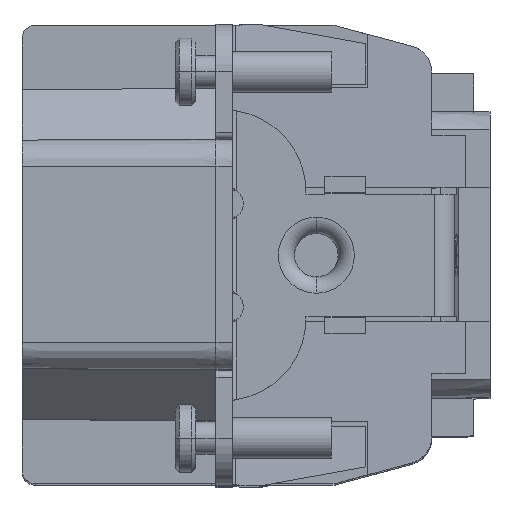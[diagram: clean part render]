
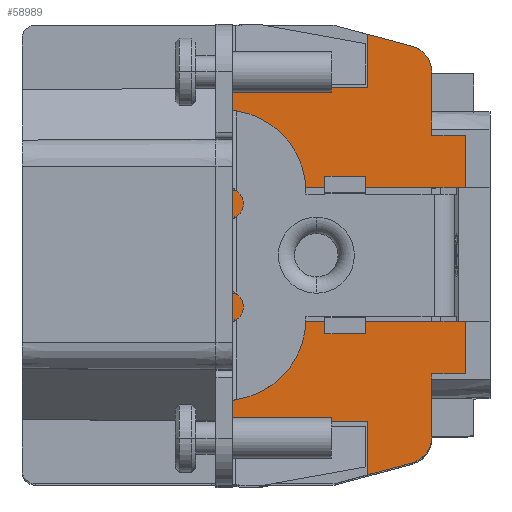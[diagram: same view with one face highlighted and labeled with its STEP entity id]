
A CAD part, top view. The second image highlights one B-rep face of the part: STEP entity #58989.
In plain terms, the highlighted planar face has unit normal (0.005, 0, 1).
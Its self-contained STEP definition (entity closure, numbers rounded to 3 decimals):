
#14406=DIRECTION('',(0.,-1.,0.));
#14407=VECTOR('',#14406,9.905);
#14408=CARTESIAN_POINT('',(17.,4.953,31.733));
#14409=LINE('',#14408,#14407);
#14410=DIRECTION('',(1.,0.,-0.005));
#14411=VECTOR('',#14410,13.2);
#14412=CARTESIAN_POINT('',(17.,-4.953,31.733));
#14413=LINE('',#14412,#14411);
#14414=DIRECTION('',(0.,1.,0.));
#14415=VECTOR('',#14414,0.038);
#14416=CARTESIAN_POINT('',(30.2,-4.953,31.664));
#14417=LINE('',#14416,#14415);
#14418=DIRECTION('',(1.,-0.009,-0.005));
#14419=VECTOR('',#14418,2.5);
#14420=CARTESIAN_POINT('',(30.2,-4.915,31.664));
#14421=LINE('',#14420,#14419);
#14422=DIRECTION('',(0.,-1.,0.));
#14423=VECTOR('',#14422,3.863);
#14424=CARTESIAN_POINT('',(32.7,-4.937,31.651));
#14425=LINE('',#14424,#14423);
#14426=DIRECTION('',(-1.,0.,0.005));
#14427=VECTOR('',#14426,2.5);
#14428=CARTESIAN_POINT('',(32.7,-8.8,31.651));
#14429=LINE('',#14428,#14427);
#14430=DIRECTION('',(0.,-1.,0.));
#14431=VECTOR('',#14430,4.636);
#14432=CARTESIAN_POINT('',(30.2,-8.8,31.664));
#14433=LINE('',#14432,#14431);
#14434=CARTESIAN_POINT('',(30.2,-13.436,31.664));
#14435=CARTESIAN_POINT('',(30.2,-13.948,31.664));
#14436=CARTESIAN_POINT('',(29.868,-14.716,
31.666));
#14437=CARTESIAN_POINT('',(29.212,-15.236,
31.669));
#14438=CARTESIAN_POINT('',(28.718,-15.368,
31.672));
#14440=DIRECTION('',(-0.966,-0.259,0.005));
#14441=VECTOR('',#14440,3.331);
#14442=CARTESIAN_POINT('',(28.718,-15.368,
31.672));
#14443=LINE('',#14442,#14441);
#14444=DIRECTION('',(1.,-0.005,-0.005));
#14445=VECTOR('',#14444,1.4);
#14446=CARTESIAN_POINT('',(12.9,4.005,31.755));
#14447=LINE('',#14446,#14445);
#14448=DIRECTION('',(0.966,-0.259,-0.005));
#14449=VECTOR('',#14448,3.331);
#14450=CARTESIAN_POINT('',(25.5,16.23,31.689));
#14451=LINE('',#14450,#14449);
#14452=CARTESIAN_POINT('',(28.718,15.368,31.672));
#14453=CARTESIAN_POINT('',(29.212,15.236,31.669));
#14454=CARTESIAN_POINT('',(29.868,14.716,31.666));
#14455=CARTESIAN_POINT('',(30.2,13.948,31.664));
#14456=CARTESIAN_POINT('',(30.2,13.436,31.664));
#14458=DIRECTION('',(0.,-1.,0.));
#14459=VECTOR('',#14458,4.636);
#14460=CARTESIAN_POINT('',(30.2,13.436,31.664));
#14461=LINE('',#14460,#14459);
#14462=DIRECTION('',(0.,-1.,0.));
#14463=VECTOR('',#14462,3.863);
#14464=CARTESIAN_POINT('',(32.7,8.8,31.651));
#14465=LINE('',#14464,#14463);
#14466=DIRECTION('',(-1.,-0.009,0.005));
#14467=VECTOR('',#14466,2.5);
#14468=CARTESIAN_POINT('',(32.7,4.937,31.651));
#14469=LINE('',#14468,#14467);
#14470=DIRECTION('',(0.,1.,0.));
#14471=VECTOR('',#14470,0.038);
#14472=CARTESIAN_POINT('',(30.2,4.915,31.664));
#14473=LINE('',#14472,#14471);
#14474=DIRECTION('',(1.,0.,-0.005));
#14475=VECTOR('',#14474,13.2);
#14476=CARTESIAN_POINT('',(17.,4.953,31.733));
#14477=LINE('',#14476,#14475);
#15030=DIRECTION('',(1.,0.005,-0.005));
#15031=VECTOR('',#15030,1.4);
#15032=CARTESIAN_POINT('',(12.9,-4.005,31.755));
#15033=LINE('',#15032,#15031);
#15463=DIRECTION('',(0.,-1.,0.));
#15464=VECTOR('',#15463,8.244);
#15465=CARTESIAN_POINT('',(14.3,-3.997,31.747));
#15466=LINE('',#15465,#15464);
#18129=DIRECTION('',(0.,-1.,0.));
#18130=VECTOR('',#18129,8.009);
#18131=CARTESIAN_POINT('',(12.9,4.005,31.755));
#18132=LINE('',#18131,#18130);
#18596=DIRECTION('',(0.,-1.,0.));
#18597=VECTOR('',#18596,3.93);
#18598=CARTESIAN_POINT('',(25.5,16.23,31.689));
#18599=LINE('',#18598,#18597);
#18604=DIRECTION('',(-1.,-0.005,0.005));
#18605=VECTOR('',#18604,11.2);
#18606=CARTESIAN_POINT('',(25.5,12.3,31.689));
#18607=LINE('',#18606,#18605);
#18628=DIRECTION('',(0.,-1.,0.));
#18629=VECTOR('',#18628,8.244);
#18630=CARTESIAN_POINT('',(14.3,12.241,31.747));
#18631=LINE('',#18630,#18629);
#24917=DIRECTION('',(0.,-1.,0.));
#24918=VECTOR('',#24917,3.93);
#24919=CARTESIAN_POINT('',(25.5,-12.3,31.689));
#24920=LINE('',#24919,#24918);
#24921=DIRECTION('',(1.,-0.005,-0.005));
#24922=VECTOR('',#24921,11.2);
#24923=CARTESIAN_POINT('',(14.3,-12.241,31.747));
#24924=LINE('',#24923,#24922);
#24985=DIRECTION('',(-1.,0.,0.005));
#24986=VECTOR('',#24985,2.5);
#24987=CARTESIAN_POINT('',(32.7,8.8,31.651));
#24988=LINE('',#24987,#24986);
#35790=VERTEX_POINT('',#14452);
#35791=VERTEX_POINT('',#14456);
#35792=CARTESIAN_POINT('',(30.2,8.8,31.664));
#35793=VERTEX_POINT('',#35792);
#35794=CARTESIAN_POINT('',(30.2,-8.8,31.664));
#35795=CARTESIAN_POINT('',(30.2,-13.436,31.664));
#35796=VERTEX_POINT('',#35794);
#35797=VERTEX_POINT('',#35795);
#35798=VERTEX_POINT('',#14438);
#36058=CARTESIAN_POINT('',(12.9,4.005,31.755));
#36059=CARTESIAN_POINT('',(12.9,-4.005,31.755));
#36060=VERTEX_POINT('',#36058);
#36061=VERTEX_POINT('',#36059);
#36269=CARTESIAN_POINT('',(14.3,3.997,31.747));
#36271=VERTEX_POINT('',#36269);
#36274=CARTESIAN_POINT('',(14.3,-3.997,31.747));
#36276=VERTEX_POINT('',#36274);
#36281=CARTESIAN_POINT('',(14.3,12.241,31.747));
#36282=VERTEX_POINT('',#36281);
#36283=CARTESIAN_POINT('',(14.3,-12.241,31.747));
#36284=VERTEX_POINT('',#36283);
#36349=CARTESIAN_POINT('',(32.7,-8.8,31.651));
#36351=VERTEX_POINT('',#36349);
#36354=CARTESIAN_POINT('',(32.7,8.8,31.651));
#36356=VERTEX_POINT('',#36354);
#36365=CARTESIAN_POINT('',(32.7,4.937,31.651));
#36366=VERTEX_POINT('',#36365);
#36367=CARTESIAN_POINT('',(32.7,-4.937,31.651));
#36368=VERTEX_POINT('',#36367);
#36373=CARTESIAN_POINT('',(25.5,16.23,31.689));
#36374=VERTEX_POINT('',#36373);
#36375=CARTESIAN_POINT('',(25.5,-16.23,31.689));
#36376=VERTEX_POINT('',#36375);
#38781=CARTESIAN_POINT('',(25.5,12.3,31.689));
#38782=VERTEX_POINT('',#38781);
#38783=CARTESIAN_POINT('',(25.5,-12.3,31.689));
#38784=VERTEX_POINT('',#38783);
#41106=CARTESIAN_POINT('',(17.,4.953,31.733));
#41107=CARTESIAN_POINT('',(17.,-4.953,31.733));
#41108=VERTEX_POINT('',#41106);
#41109=VERTEX_POINT('',#41107);
#41110=CARTESIAN_POINT('',(30.2,-4.953,31.664));
#41111=CARTESIAN_POINT('',(30.2,-4.915,31.664));
#41112=VERTEX_POINT('',#41110);
#41113=VERTEX_POINT('',#41111);
#41114=CARTESIAN_POINT('',(30.2,4.915,31.664));
#41115=CARTESIAN_POINT('',(30.2,4.953,31.664));
#41116=VERTEX_POINT('',#41114);
#41117=VERTEX_POINT('',#41115);
#58936=CARTESIAN_POINT('',(13.8,17.531,31.75));
#58937=DIRECTION('',(-0.005,0.,-1.));
#58938=DIRECTION('',(0.,1.,0.));
#58939=AXIS2_PLACEMENT_3D('',#58936,#58937,#58938);
#58940=PLANE('',#58939);
#58942=ORIENTED_EDGE('',*,*,#58941,.T.);
#58944=ORIENTED_EDGE('',*,*,#58943,.T.);
#58945=ORIENTED_EDGE('',*,*,#55935,.T.);
#58946=ORIENTED_EDGE('',*,*,#56046,.T.);
#58948=ORIENTED_EDGE('',*,*,#58947,.T.);
#58950=ORIENTED_EDGE('',*,*,#58949,.T.);
#58951=ORIENTED_EDGE('',*,*,#55927,.T.);
#58953=ORIENTED_EDGE('',*,*,#58952,.T.);
#58955=ORIENTED_EDGE('',*,*,#58954,.T.);
#58957=ORIENTED_EDGE('',*,*,#58956,.F.);
#58959=ORIENTED_EDGE('',*,*,#58958,.F.);
#58961=ORIENTED_EDGE('',*,*,#58960,.F.);
#58963=ORIENTED_EDGE('',*,*,#58962,.F.);
#58965=ORIENTED_EDGE('',*,*,#58964,.F.);
#58967=ORIENTED_EDGE('',*,*,#58966,.T.);
#58969=ORIENTED_EDGE('',*,*,#58968,.F.);
#58971=ORIENTED_EDGE('',*,*,#58970,.F.);
#58973=ORIENTED_EDGE('',*,*,#58972,.F.);
#58975=ORIENTED_EDGE('',*,*,#58974,.T.);
#58977=ORIENTED_EDGE('',*,*,#58976,.T.);
#58978=ORIENTED_EDGE('',*,*,#55951,.T.);
#58980=ORIENTED_EDGE('',*,*,#58979,.F.);
#58982=ORIENTED_EDGE('',*,*,#58981,.T.);
#58983=ORIENTED_EDGE('',*,*,#58915,.T.);
#58984=ORIENTED_EDGE('',*,*,#55943,.T.);
#58986=ORIENTED_EDGE('',*,*,#58985,.F.);
#58987=EDGE_LOOP('',(#58942,#58944,#58945,#58946,#58948,#58950,#58951,#58953,
#58955,#58957,#58959,#58961,#58963,#58965,#58967,#58969,#58971,#58973,#58975,
#58977,#58978,#58980,#58982,#58983,#58984,#58986));
#58988=FACE_OUTER_BOUND('',#58987,.F.);
#58989=ADVANCED_FACE('',(#58988),#58940,.F.);
#14439=B_SPLINE_CURVE_WITH_KNOTS('',3,(#14434,#14435,#14436,#14437,#14438),
.UNSPECIFIED.,.F.,.F.,(4,1,4),(0.,0.5,1.),.UNSPECIFIED.);
#14457=B_SPLINE_CURVE_WITH_KNOTS('',3,(#14452,#14453,#14454,#14455,#14456),
.UNSPECIFIED.,.F.,.F.,(4,1,4),(0.,0.5,1.),.UNSPECIFIED.);
#55927=EDGE_CURVE('',#35796,#35797,#14433,.T.);
#55935=EDGE_CURVE('',#41112,#41113,#14417,.T.);
#55943=EDGE_CURVE('',#41116,#41117,#14473,.T.);
#55951=EDGE_CURVE('',#35791,#35793,#14461,.T.);
#56046=EDGE_CURVE('',#41113,#36368,#14421,.T.);
#58915=EDGE_CURVE('',#36366,#41116,#14469,.T.);
#58941=EDGE_CURVE('',#41108,#41109,#14409,.T.);
#58943=EDGE_CURVE('',#41109,#41112,#14413,.T.);
#58947=EDGE_CURVE('',#36368,#36351,#14425,.T.);
#58949=EDGE_CURVE('',#36351,#35796,#14429,.T.);
#58952=EDGE_CURVE('',#35797,#35798,#14439,.T.);
#58954=EDGE_CURVE('',#35798,#36376,#14443,.T.);
#58956=EDGE_CURVE('',#38784,#36376,#24920,.T.);
#58958=EDGE_CURVE('',#36284,#38784,#24924,.T.);
#58960=EDGE_CURVE('',#36276,#36284,#15466,.T.);
#58962=EDGE_CURVE('',#36061,#36276,#15033,.T.);
#58964=EDGE_CURVE('',#36060,#36061,#18132,.T.);
#58966=EDGE_CURVE('',#36060,#36271,#14447,.T.);
#58968=EDGE_CURVE('',#36282,#36271,#18631,.T.);
#58970=EDGE_CURVE('',#38782,#36282,#18607,.T.);
#58972=EDGE_CURVE('',#36374,#38782,#18599,.T.);
#58974=EDGE_CURVE('',#36374,#35790,#14451,.T.);
#58976=EDGE_CURVE('',#35790,#35791,#14457,.T.);
#58979=EDGE_CURVE('',#36356,#35793,#24988,.T.);
#58981=EDGE_CURVE('',#36356,#36366,#14465,.T.);
#58985=EDGE_CURVE('',#41108,#41117,#14477,.T.);
